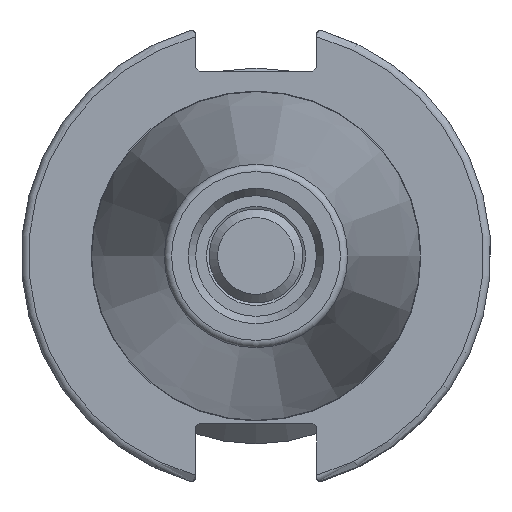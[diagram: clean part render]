
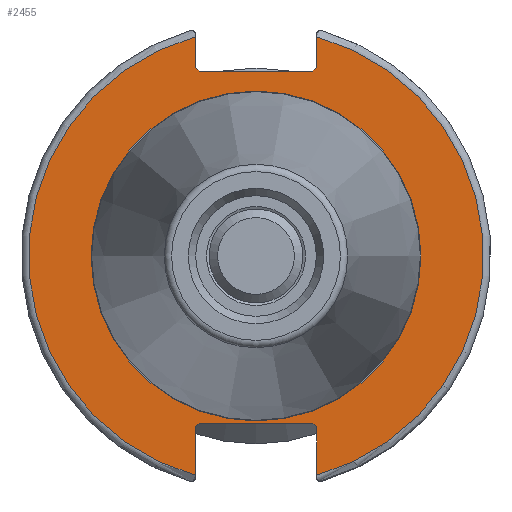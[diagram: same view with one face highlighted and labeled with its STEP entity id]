
A CAD part, left-side view. The second image highlights one B-rep face of the part: STEP entity #2455.
In plain terms, the highlighted planar face has unit normal (-1, 0, 0).
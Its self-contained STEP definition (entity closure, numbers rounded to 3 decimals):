
#571=FACE_BOUND('',#859,.T.);
#602=CIRCLE('',#2786,22.3);
#604=CIRCLE('',#2789,30.75);
#605=CIRCLE('',#2790,30.75);
#733=FACE_OUTER_BOUND('',#858,.T.);
#858=EDGE_LOOP('',(#1846,#1847,#1848,#1849,#1850,#1851,#1852,#1853,#1854,
#1855,#1856,#1857));
#859=EDGE_LOOP('',(#1858));
#996=LINE('',#3842,#1146);
#997=LINE('',#3844,#1147);
#998=LINE('',#3846,#1148);
#999=LINE('',#3848,#1149);
#1000=LINE('',#3850,#1150);
#1001=LINE('',#3854,#1151);
#1002=LINE('',#3856,#1152);
#1003=LINE('',#3858,#1153);
#1004=LINE('',#3860,#1154);
#1005=LINE('',#3861,#1155);
#1146=VECTOR('',#3129,10.);
#1147=VECTOR('',#3130,10.);
#1148=VECTOR('',#3131,10.);
#1149=VECTOR('',#3132,10.);
#1150=VECTOR('',#3133,10.);
#1151=VECTOR('',#3136,10.);
#1152=VECTOR('',#3137,10.);
#1153=VECTOR('',#3138,10.);
#1154=VECTOR('',#3139,10.);
#1155=VECTOR('',#3140,10.);
#1302=VERTEX_POINT('',#3833);
#1303=VERTEX_POINT('',#3838);
#1304=VERTEX_POINT('',#3839);
#1305=VERTEX_POINT('',#3841);
#1306=VERTEX_POINT('',#3843);
#1307=VERTEX_POINT('',#3845);
#1308=VERTEX_POINT('',#3847);
#1309=VERTEX_POINT('',#3849);
#1310=VERTEX_POINT('',#3851);
#1311=VERTEX_POINT('',#3853);
#1312=VERTEX_POINT('',#3855);
#1313=VERTEX_POINT('',#3857);
#1314=VERTEX_POINT('',#3859);
#1512=EDGE_CURVE('',#1302,#1302,#602,.T.);
#1514=EDGE_CURVE('',#1303,#1304,#604,.T.);
#1515=EDGE_CURVE('',#1303,#1305,#996,.T.);
#1516=EDGE_CURVE('',#1306,#1305,#997,.T.);
#1517=EDGE_CURVE('',#1306,#1307,#998,.T.);
#1518=EDGE_CURVE('',#1308,#1307,#999,.T.);
#1519=EDGE_CURVE('',#1308,#1309,#1000,.T.);
#1520=EDGE_CURVE('',#1310,#1309,#605,.T.);
#1521=EDGE_CURVE('',#1310,#1311,#1001,.T.);
#1522=EDGE_CURVE('',#1312,#1311,#1002,.T.);
#1523=EDGE_CURVE('',#1312,#1313,#1003,.T.);
#1524=EDGE_CURVE('',#1314,#1313,#1004,.T.);
#1525=EDGE_CURVE('',#1314,#1304,#1005,.T.);
#1846=ORIENTED_EDGE('',*,*,#1514,.F.);
#1847=ORIENTED_EDGE('',*,*,#1515,.T.);
#1848=ORIENTED_EDGE('',*,*,#1516,.F.);
#1849=ORIENTED_EDGE('',*,*,#1517,.T.);
#1850=ORIENTED_EDGE('',*,*,#1518,.F.);
#1851=ORIENTED_EDGE('',*,*,#1519,.T.);
#1852=ORIENTED_EDGE('',*,*,#1520,.F.);
#1853=ORIENTED_EDGE('',*,*,#1521,.T.);
#1854=ORIENTED_EDGE('',*,*,#1522,.F.);
#1855=ORIENTED_EDGE('',*,*,#1523,.T.);
#1856=ORIENTED_EDGE('',*,*,#1524,.F.);
#1857=ORIENTED_EDGE('',*,*,#1525,.T.);
#1858=ORIENTED_EDGE('',*,*,#1512,.F.);
#2383=PLANE('',#2788);
#2455=ADVANCED_FACE('',(#733,#571),#2383,.T.);
#2786=AXIS2_PLACEMENT_3D('',#3835,#3121,#3122);
#2788=AXIS2_PLACEMENT_3D('',#3837,#3125,#3126);
#2789=AXIS2_PLACEMENT_3D('',#3840,#3127,#3128);
#2790=AXIS2_PLACEMENT_3D('',#3852,#3134,#3135);
#3121=DIRECTION('center_axis',(-1.,0.,0.));
#3122=DIRECTION('ref_axis',(0.,-1.,0.));
#3125=DIRECTION('center_axis',(-1.,0.,0.));
#3126=DIRECTION('ref_axis',(0.,0.,1.));
#3127=DIRECTION('center_axis',(1.,0.,0.));
#3128=DIRECTION('ref_axis',(0.,-1.,0.));
#3129=DIRECTION('',(0.,0.,-1.));
#3130=DIRECTION('',(0.,-0.707,0.707));
#3131=DIRECTION('',(0.,1.,0.));
#3132=DIRECTION('',(0.,-0.707,-0.707));
#3133=DIRECTION('',(0.,0.,1.));
#3134=DIRECTION('center_axis',(1.,0.,0.));
#3135=DIRECTION('ref_axis',(0.,1.,0.));
#3136=DIRECTION('',(0.,0.,1.));
#3137=DIRECTION('',(0.,0.707,-0.707));
#3138=DIRECTION('',(0.,-1.,0.));
#3139=DIRECTION('',(0.,0.707,0.707));
#3140=DIRECTION('',(0.,0.,-1.));
#3833=CARTESIAN_POINT('',(3.175,0.,22.3));
#3835=CARTESIAN_POINT('Origin',(3.175,0.,0.));
#3837=CARTESIAN_POINT('Origin',(3.175,31.75,0.));
#3838=CARTESIAN_POINT('',(3.175,-8.19,29.639));
#3839=CARTESIAN_POINT('',(3.175,-8.19,-29.639));
#3840=CARTESIAN_POINT('Origin',(3.175,0.,0.));
#3841=CARTESIAN_POINT('',(3.175,-8.19,25.5));
#3842=CARTESIAN_POINT('',(3.175,-8.19,12.5));
#3843=CARTESIAN_POINT('',(3.175,-7.69,25.));
#3844=CARTESIAN_POINT('',(3.175,8.295,9.015));
#3845=CARTESIAN_POINT('',(3.175,7.69,25.));
#3846=CARTESIAN_POINT('',(3.175,15.875,25.));
#3847=CARTESIAN_POINT('',(3.175,8.19,25.5));
#3848=CARTESIAN_POINT('',(3.175,7.58,24.89));
#3849=CARTESIAN_POINT('',(3.175,8.19,29.639));
#3850=CARTESIAN_POINT('',(3.175,8.19,12.5));
#3851=CARTESIAN_POINT('',(3.175,8.19,-29.639));
#3852=CARTESIAN_POINT('Origin',(3.175,0.,0.));
#3853=CARTESIAN_POINT('',(3.175,8.19,-23.1));
#3854=CARTESIAN_POINT('',(3.175,8.19,-11.3));
#3855=CARTESIAN_POINT('',(3.175,7.69,-22.6));
#3856=CARTESIAN_POINT('',(3.175,8.18,-23.09));
#3857=CARTESIAN_POINT('',(3.175,-7.69,-22.6));
#3858=CARTESIAN_POINT('',(3.175,15.875,-22.6));
#3859=CARTESIAN_POINT('',(3.175,-8.19,-23.1));
#3860=CARTESIAN_POINT('',(3.175,7.695,-7.215));
#3861=CARTESIAN_POINT('',(3.175,-8.19,-11.3));
